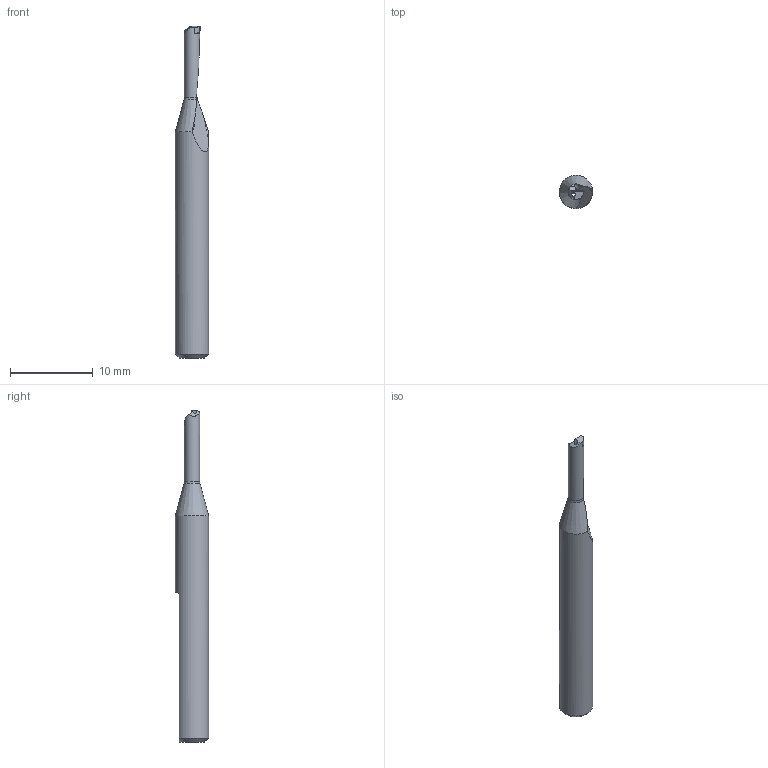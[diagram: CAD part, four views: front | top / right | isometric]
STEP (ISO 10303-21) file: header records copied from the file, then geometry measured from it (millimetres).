
FILE_DESCRIPTION (( 'STEP AP203' ), '1' );
FILE_NAME ('RDT.2-8R05.step', '2024-03-07T09:55:24', ( '' ), ( '' ), 'SwSTEP 2.0', 'SolidWorks 2022', '' );
FILE_SCHEMA (( 'CONFIG_CONTROL_DESIGN' ));
Length unit declared in the file: millimetre
Products named in the file (1): RDT.2-8R05
Bounding box: 4 x 4 x 40 mm (x, y, z)
Volume: 359.6 mm3; surface area: 492.1 mm2
Topology: 1 solids, 1 shells, 33 faces, 92 edges, 60 vertices
Faces by surface type: plane 12, cylinder 9, bspline 8, cone 2, torus 2
Full cylindrical faces by diameter (mm): 0.45 x1, 4 x1
Entity records: 1487 total; most frequent: CARTESIAN_POINT 720, ORIENTED_EDGE 176, DIRECTION 98, EDGE_CURVE 88, VERTEX_POINT 58, B_SPLINE_CURVE_WITH_KNOTS 38, AXIS2_PLACEMENT_3D 37, EDGE_LOOP 36
